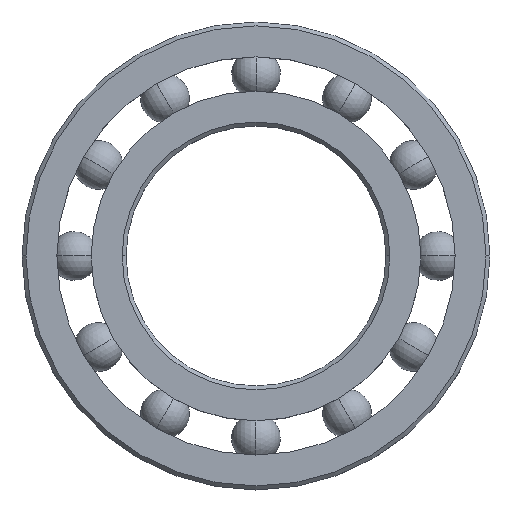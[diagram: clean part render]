
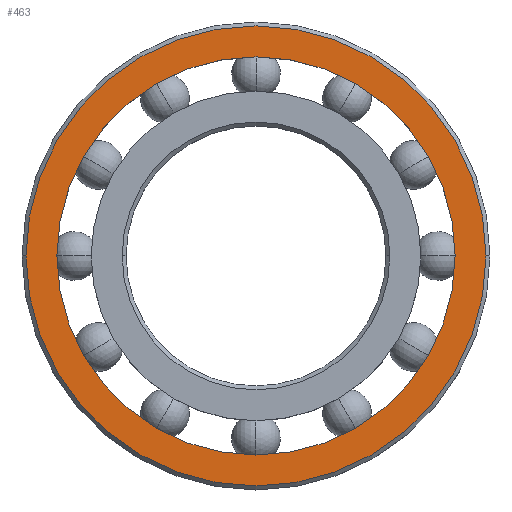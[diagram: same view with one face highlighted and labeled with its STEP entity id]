
A CAD part, top view. The second image highlights one B-rep face of the part: STEP entity #463.
In plain terms, the highlighted planar face has unit normal (0, 0, 1).
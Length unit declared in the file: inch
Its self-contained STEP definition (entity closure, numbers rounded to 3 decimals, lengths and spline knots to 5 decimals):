
#12 = VERTEX_POINT ( 'NONE', #1228 ) ;
#24 = EDGE_CURVE ( 'NONE', #855, #943, #379, .T. ) ;
#68 = CARTESIAN_POINT ( 'NONE',  ( 0., 0., 0.1875 ) ) ;
#90 = DIRECTION ( 'NONE',  ( 1., 0., 0. ) ) ;
#109 = AXIS2_PLACEMENT_3D ( 'NONE', #68, #1098, #781 ) ;
#173 = DIRECTION ( 'NONE',  ( 0., 0., 1. ) ) ;
#180 = AXIS2_PLACEMENT_3D ( 'NONE', #1117, #318, #890 ) ;
#245 = CIRCLE ( 'NONE', #591, 0.95742 ) ;
#251 = CARTESIAN_POINT ( 'NONE',  ( -1.10625, 0., 0.1875 ) ) ;
#263 = EDGE_LOOP ( 'NONE', ( #1296, #648 ) ) ;
#318 = DIRECTION ( 'NONE',  ( 0., 0., 1. ) ) ;
#354 = CIRCLE ( 'NONE', #109, 0.95742 ) ;
#379 = CIRCLE ( 'NONE', #180, 1.10625 ) ;
#424 = DIRECTION ( 'NONE',  ( 0., 0., -1. ) ) ;
#463 = ADVANCED_FACE ( 'NONE', ( #1237, #1028 ), #1043, .F. ) ;
#489 = CARTESIAN_POINT ( 'NONE',  ( 1.10625, 0., 0.1875 ) ) ;
#574 = EDGE_CURVE ( 'NONE', #943, #855, #1199, .T. ) ;
#591 = AXIS2_PLACEMENT_3D ( 'NONE', #1105, #596, #90 ) ;
#596 = DIRECTION ( 'NONE',  ( 0., 0., 1. ) ) ;
#603 = EDGE_CURVE ( 'NONE', #1284, #12, #354, .T. ) ;
#648 = ORIENTED_EDGE ( 'NONE', *, *, #574, .T. ) ;
#781 = DIRECTION ( 'NONE',  ( 1., 0., 0. ) ) ;
#794 = AXIS2_PLACEMENT_3D ( 'NONE', #1203, #173, #797 ) ;
#797 = DIRECTION ( 'NONE',  ( 1., 0., 0. ) ) ;
#823 = CARTESIAN_POINT ( 'NONE',  ( 0., 1.10625, 0.1875 ) ) ;
#851 = EDGE_LOOP ( 'NONE', ( #901, #1066 ) ) ;
#855 = VERTEX_POINT ( 'NONE', #251 ) ;
#890 = DIRECTION ( 'NONE',  ( 1., 0., 0. ) ) ;
#901 = ORIENTED_EDGE ( 'NONE', *, *, #1140, .F. ) ;
#943 = VERTEX_POINT ( 'NONE', #489 ) ;
#986 = CARTESIAN_POINT ( 'NONE',  ( -0.95742, 0., 0.1875 ) ) ;
#1028 = FACE_OUTER_BOUND ( 'NONE', #263, .T. ) ;
#1036 = DIRECTION ( 'NONE',  ( -1., 0., 0. ) ) ;
#1043 = PLANE ( 'NONE',  #1221 ) ;
#1066 = ORIENTED_EDGE ( 'NONE', *, *, #603, .F. ) ;
#1098 = DIRECTION ( 'NONE',  ( 0., 0., 1. ) ) ;
#1105 = CARTESIAN_POINT ( 'NONE',  ( 0., 0., 0.1875 ) ) ;
#1117 = CARTESIAN_POINT ( 'NONE',  ( 0., 0., 0.1875 ) ) ;
#1140 = EDGE_CURVE ( 'NONE', #12, #1284, #245, .T. ) ;
#1199 = CIRCLE ( 'NONE', #794, 1.10625 ) ;
#1203 = CARTESIAN_POINT ( 'NONE',  ( 0., 0., 0.1875 ) ) ;
#1221 = AXIS2_PLACEMENT_3D ( 'NONE', #823, #424, #1036 ) ;
#1228 = CARTESIAN_POINT ( 'NONE',  ( 0.95742, 0., 0.1875 ) ) ;
#1237 = FACE_BOUND ( 'NONE', #851, .T. ) ;
#1284 = VERTEX_POINT ( 'NONE', #986 ) ;
#1296 = ORIENTED_EDGE ( 'NONE', *, *, #24, .T. ) ;
